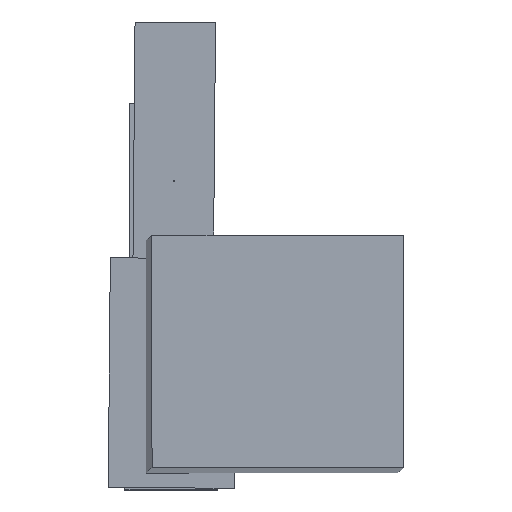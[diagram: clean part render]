
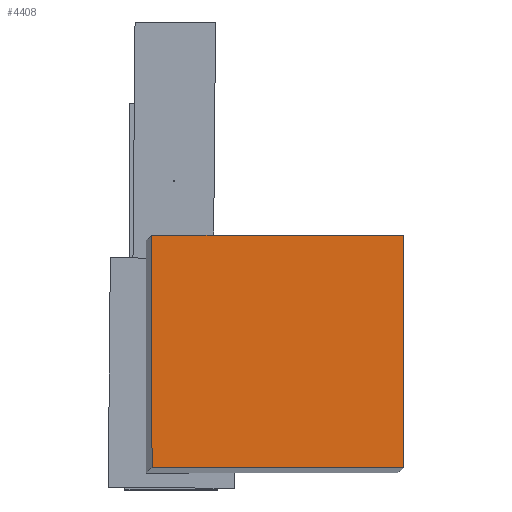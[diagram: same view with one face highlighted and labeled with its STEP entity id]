
A CAD part, front view. The second image highlights one B-rep face of the part: STEP entity #4408.
In plain terms, the highlighted face is planar.
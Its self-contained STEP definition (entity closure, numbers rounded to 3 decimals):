
#596 = CARTESIAN_POINT ( 'NONE',  ( 0., 0., 0. ) ) ;
#662 = VECTOR ( 'NONE', #4371, 1000. ) ;
#709 = ORIENTED_EDGE ( 'NONE', *, *, #1117, .F. ) ;
#1057 = CARTESIAN_POINT ( 'NONE',  ( 272., 0., 0. ) ) ;
#1117 = EDGE_CURVE ( 'NONE', #4053, #9404, #8760, .T. ) ;
#1144 = CARTESIAN_POINT ( 'NONE',  ( 0., 0., 0. ) ) ;
#1445 = ORIENTED_EDGE ( 'NONE', *, *, #5408, .F. ) ;
#1708 = VECTOR ( 'NONE', #1901, 1000. ) ;
#1848 = FACE_OUTER_BOUND ( 'NONE', #3917, .T. ) ;
#1901 = DIRECTION ( 'NONE',  ( 1., 0., 0. ) ) ;
#2134 = CARTESIAN_POINT ( 'NONE',  ( 272., 0., 0. ) ) ;
#2732 = ORIENTED_EDGE ( 'NONE', *, *, #5777, .F. ) ;
#3688 = VECTOR ( 'NONE', #7650, 1000. ) ;
#3917 = EDGE_LOOP ( 'NONE', ( #4923, #2732, #1445, #709 ) ) ;
#4053 = VERTEX_POINT ( 'NONE', #1057 ) ;
#4133 = DIRECTION ( 'NONE',  ( 0., -1., 0. ) ) ;
#4223 = EDGE_CURVE ( 'NONE', #5906, #4053, #6901, .T. ) ;
#4330 = CARTESIAN_POINT ( 'NONE',  ( 272., 0., -251. ) ) ;
#4371 = DIRECTION ( 'NONE',  ( 0., 0., 1. ) ) ;
#4408 = ADVANCED_FACE ( 'NONE', ( #1848 ), #5559, .F. ) ;
#4923 = ORIENTED_EDGE ( 'NONE', *, *, #4223, .F. ) ;
#5105 = LINE ( 'NONE', #6439, #1708 ) ;
#5408 = EDGE_CURVE ( 'NONE', #9404, #6498, #9498, .T. ) ;
#5484 = VECTOR ( 'NONE', #8145, 1000. ) ;
#5559 = PLANE ( 'NONE',  #9628 ) ;
#5622 = DIRECTION ( 'NONE',  ( 0., 0., -1. ) ) ;
#5777 = EDGE_CURVE ( 'NONE', #6498, #5906, #5105, .T. ) ;
#5906 = VERTEX_POINT ( 'NONE', #4330 ) ;
#6439 = CARTESIAN_POINT ( 'NONE',  ( 0., 0., -251. ) ) ;
#6498 = VERTEX_POINT ( 'NONE', #8614 ) ;
#6901 = LINE ( 'NONE', #2134, #662 ) ;
#6923 = CARTESIAN_POINT ( 'NONE',  ( 0., 0., 0. ) ) ;
#7650 = DIRECTION ( 'NONE',  ( -1., 0., 0. ) ) ;
#8145 = DIRECTION ( 'NONE',  ( 0., 0., -1. ) ) ;
#8614 = CARTESIAN_POINT ( 'NONE',  ( 0., 0., -251. ) ) ;
#8760 = LINE ( 'NONE', #6923, #3688 ) ;
#9404 = VERTEX_POINT ( 'NONE', #9567 ) ;
#9498 = LINE ( 'NONE', #596, #5484 ) ;
#9567 = CARTESIAN_POINT ( 'NONE',  ( 0., 0., 0. ) ) ;
#9628 = AXIS2_PLACEMENT_3D ( 'NONE', #1144, #4133, #5622 ) ;
